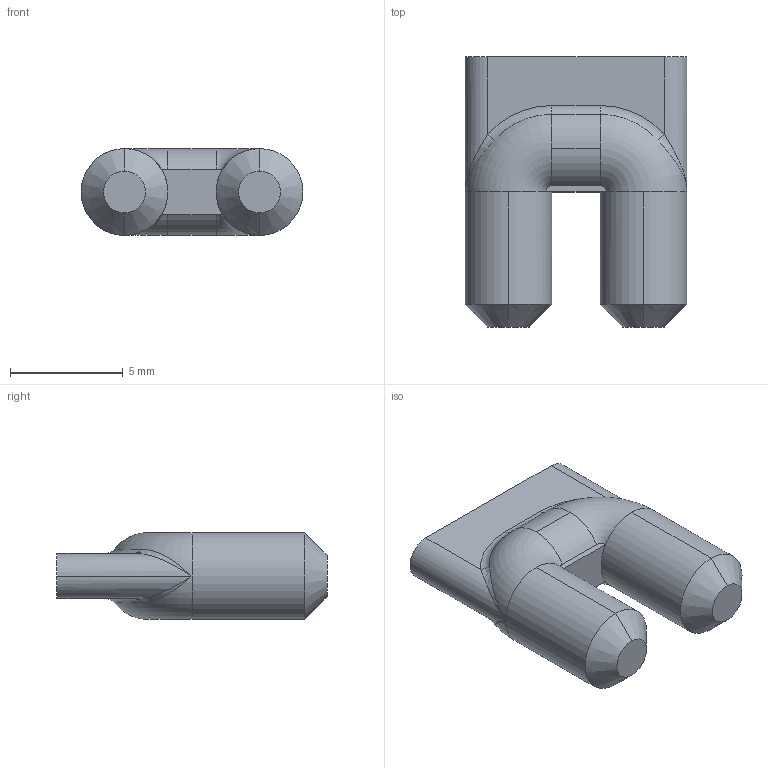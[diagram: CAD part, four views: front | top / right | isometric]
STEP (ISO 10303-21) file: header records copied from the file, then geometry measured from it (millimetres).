
FILE_DESCRIPTION (( 'STEP AP203' ), '1' );
FILE_NAME ('6mm Well Key.STEP', '2025-12-15T04:07:03', ( '' ), ( '' ), 'SwSTEP 2.0', 'SolidWorks 2023', '' );
FILE_SCHEMA (( 'CONFIG_CONTROL_DESIGN' ));
Length unit declared in the file: millimetre
Products named in the file (1): 6mm Well Key
Bounding box: 9.86 x 12 x 3.86 mm (x, y, z)
Volume: 279.8 mm3; surface area: 318.6 mm2
Topology: 1 solids, 1 shells, 37 faces, 85 edges, 46 vertices
Faces by surface type: cylinder 13, plane 8, torus 8, cone 4, bspline 4
Entity records: 1310 total; most frequent: CARTESIAN_POINT 421, DIRECTION 189, ORIENTED_EDGE 162, AXIS2_PLACEMENT_3D 82, EDGE_CURVE 81, CIRCLE 48, VERTEX_POINT 46, EDGE_LOOP 37
